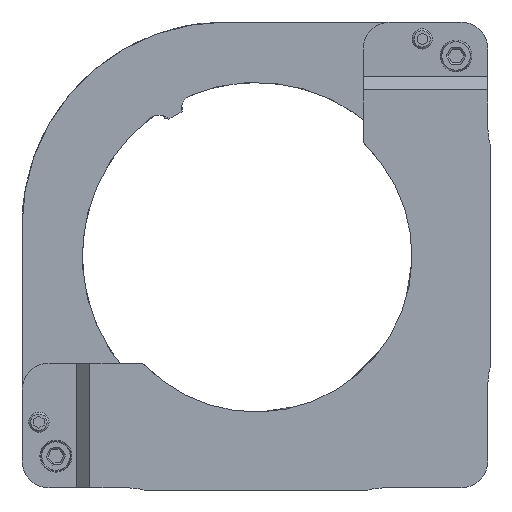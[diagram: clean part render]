
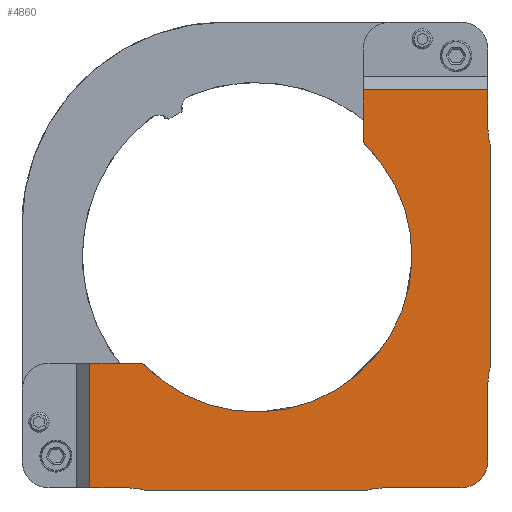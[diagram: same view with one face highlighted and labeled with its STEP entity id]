
A CAD part, left-side view. The second image highlights one B-rep face of the part: STEP entity #4860.
In plain terms, the highlighted planar face has unit normal (-1, 0, 0).
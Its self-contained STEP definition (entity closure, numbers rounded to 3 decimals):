
#404=LINE('',#7786,#782);
#406=LINE('',#7804,#784);
#410=LINE('',#7825,#788);
#418=LINE('',#7855,#796);
#424=LINE('',#7871,#802);
#442=LINE('',#7934,#820);
#490=LINE('',#8247,#868);
#498=LINE('',#8260,#876);
#503=LINE('',#8271,#881);
#504=LINE('',#8281,#882);
#782=VECTOR('',#6349,10.);
#784=VECTOR('',#6365,10.);
#788=VECTOR('',#6383,10.);
#796=VECTOR('',#6417,10.);
#802=VECTOR('',#6431,10.);
#820=VECTOR('',#6489,10.);
#868=VECTOR('',#6659,10.);
#876=VECTOR('',#6671,10.);
#881=VECTOR('',#6686,10.);
#882=VECTOR('',#6701,10.);
#1036=PLANE('',#5377);
#1328=FACE_OUTER_BOUND('',#1622,.T.);
#1622=EDGE_LOOP('',(#4281,#4282,#4283,#4284,#4285,#4286,#4287,#4288,#4289,
#4290,#4291,#4292,#4293,#4294,#4295,#4296));
#1837=CIRCLE('',#5265,8.);
#1838=CIRCLE('',#5267,8.);
#1841=CIRCLE('',#5271,8.);
#1842=CIRCLE('',#5273,8.);
#1845=CIRCLE('',#5278,4.);
#1878=CIRCLE('',#5343,23.);
#2209=VERTEX_POINT('',#7779);
#2212=VERTEX_POINT('',#7784);
#2220=VERTEX_POINT('',#7801);
#2221=VERTEX_POINT('',#7803);
#2229=VERTEX_POINT('',#7821);
#2231=VERTEX_POINT('',#7824);
#2234=VERTEX_POINT('',#7832);
#2235=VERTEX_POINT('',#7836);
#2237=VERTEX_POINT('',#7845);
#2240=VERTEX_POINT('',#7852);
#2246=VERTEX_POINT('',#7869);
#2271=VERTEX_POINT('',#7933);
#2312=VERTEX_POINT('',#8189);
#2313=VERTEX_POINT('',#8191);
#2331=VERTEX_POINT('',#8245);
#2334=VERTEX_POINT('',#8259);
#2820=EDGE_CURVE('',#2209,#2212,#404,.T.);
#2828=EDGE_CURVE('',#2221,#2220,#406,.T.);
#2838=EDGE_CURVE('',#2231,#2229,#410,.T.);
#2843=EDGE_CURVE('',#2220,#2234,#1837,.F.);
#2844=EDGE_CURVE('',#2235,#2221,#1838,.F.);
#2848=EDGE_CURVE('',#2212,#2231,#1841,.F.);
#2849=EDGE_CURVE('',#2237,#2209,#1842,.F.);
#2854=EDGE_CURVE('',#2240,#2235,#418,.T.);
#2856=EDGE_CURVE('',#2240,#2229,#1845,.T.);
#2862=EDGE_CURVE('',#2234,#2246,#424,.T.);
#2892=EDGE_CURVE('',#2271,#2237,#442,.T.);
#2949=EDGE_CURVE('',#2313,#2312,#1878,.T.);
#2978=EDGE_CURVE('',#2312,#2331,#490,.T.);
#2986=EDGE_CURVE('',#2334,#2313,#498,.T.);
#2992=EDGE_CURVE('',#2271,#2331,#503,.T.);
#2995=EDGE_CURVE('',#2334,#2246,#504,.T.);
#4281=ORIENTED_EDGE('',*,*,#2992,.F.);
#4282=ORIENTED_EDGE('',*,*,#2892,.T.);
#4283=ORIENTED_EDGE('',*,*,#2849,.T.);
#4284=ORIENTED_EDGE('',*,*,#2820,.T.);
#4285=ORIENTED_EDGE('',*,*,#2848,.T.);
#4286=ORIENTED_EDGE('',*,*,#2838,.T.);
#4287=ORIENTED_EDGE('',*,*,#2856,.F.);
#4288=ORIENTED_EDGE('',*,*,#2854,.T.);
#4289=ORIENTED_EDGE('',*,*,#2844,.T.);
#4290=ORIENTED_EDGE('',*,*,#2828,.T.);
#4291=ORIENTED_EDGE('',*,*,#2843,.T.);
#4292=ORIENTED_EDGE('',*,*,#2862,.T.);
#4293=ORIENTED_EDGE('',*,*,#2995,.F.);
#4294=ORIENTED_EDGE('',*,*,#2986,.T.);
#4295=ORIENTED_EDGE('',*,*,#2949,.T.);
#4296=ORIENTED_EDGE('',*,*,#2978,.T.);
#4860=ADVANCED_FACE('',(#1328),#1036,.T.);
#5265=AXIS2_PLACEMENT_3D('',#7834,#6391,#6392);
#5267=AXIS2_PLACEMENT_3D('',#7837,#6395,#6396);
#5271=AXIS2_PLACEMENT_3D('',#7843,#6404,#6405);
#5273=AXIS2_PLACEMENT_3D('',#7846,#6408,#6409);
#5278=AXIS2_PLACEMENT_3D('',#7858,#6422,#6423);
#5343=AXIS2_PLACEMENT_3D('',#8192,#6604,#6605);
#5377=AXIS2_PLACEMENT_3D('',#8285,#6706,#6707);
#6349=DIRECTION('',(0.,-1.,0.));
#6365=DIRECTION('',(0.,0.,1.));
#6383=DIRECTION('',(0.,-1.,0.));
#6391=DIRECTION('center_axis',(-1.,0.,0.));
#6392=DIRECTION('ref_axis',(0.,0.962,-0.271));
#6395=DIRECTION('center_axis',(-1.,0.,0.));
#6396=DIRECTION('ref_axis',(0.,0.963,0.271));
#6404=DIRECTION('center_axis',(-1.,0.,0.));
#6405=DIRECTION('ref_axis',(0.,0.271,0.963));
#6408=DIRECTION('center_axis',(-1.,0.,0.));
#6409=DIRECTION('ref_axis',(0.,-0.271,0.962));
#6417=DIRECTION('',(0.,0.,1.));
#6422=DIRECTION('center_axis',(1.,0.,0.));
#6423=DIRECTION('ref_axis',(0.,-0.707,-0.707));
#6431=DIRECTION('',(0.,0.,1.));
#6489=DIRECTION('',(0.,-1.,0.));
#6604=DIRECTION('center_axis',(1.,0.,0.));
#6605=DIRECTION('ref_axis',(0.,0.,1.));
#6659=DIRECTION('',(0.,1.,0.));
#6671=DIRECTION('',(0.,0.,-1.));
#6686=DIRECTION('',(0.,0.,1.));
#6701=DIRECTION('',(0.,-1.,0.));
#6706=DIRECTION('center_axis',(-1.,0.,0.));
#6707=DIRECTION('ref_axis',(0.,0.,1.));
#7779=CARTESIAN_POINT('',(-18.4,16.5,-34.5));
#7784=CARTESIAN_POINT('',(-18.4,-16.5,-34.5));
#7786=CARTESIAN_POINT('',(-18.4,-34.5,-34.5));
#7801=CARTESIAN_POINT('',(-18.4,-34.5,16.5));
#7803=CARTESIAN_POINT('',(-18.4,-34.5,-16.5));
#7804=CARTESIAN_POINT('',(-18.4,-34.5,34.5));
#7821=CARTESIAN_POINT('',(-18.4,-30.2,-34.2));
#7824=CARTESIAN_POINT('',(-18.4,-18.67,-34.2));
#7825=CARTESIAN_POINT('',(-18.4,-8.25,-34.2));
#7832=CARTESIAN_POINT('',(-18.4,-34.2,18.67));
#7834=CARTESIAN_POINT('Origin',(-18.4,-42.2,18.67));
#7836=CARTESIAN_POINT('',(-18.4,-34.2,-18.67));
#7837=CARTESIAN_POINT('Origin',(-18.4,-42.2,-18.67));
#7843=CARTESIAN_POINT('Origin',(-18.4,-18.67,-42.2));
#7845=CARTESIAN_POINT('',(-18.4,18.67,-34.2));
#7846=CARTESIAN_POINT('Origin',(-18.4,18.67,-42.2));
#7852=CARTESIAN_POINT('',(-18.4,-34.2,-30.2));
#7855=CARTESIAN_POINT('',(-18.4,-34.2,-17.25));
#7858=CARTESIAN_POINT('Origin',(-18.4,-30.2,-30.2));
#7869=CARTESIAN_POINT('',(-18.4,-34.2,24.5));
#7871=CARTESIAN_POINT('',(-18.4,-34.2,8.25));
#7933=CARTESIAN_POINT('',(-18.4,24.5,-34.2));
#7934=CARTESIAN_POINT('',(-18.4,17.25,-34.2));
#8189=CARTESIAN_POINT('',(-18.4,16.714,-15.8));
#8191=CARTESIAN_POINT('',(-18.4,-15.8,16.714));
#8192=CARTESIAN_POINT('Origin',(-18.4,0.,0.));
#8245=CARTESIAN_POINT('',(-18.4,24.5,-15.8));
#8247=CARTESIAN_POINT('',(-18.4,-7.9,-15.8));
#8259=CARTESIAN_POINT('',(-18.4,-15.8,24.5));
#8260=CARTESIAN_POINT('',(-18.4,-15.8,30.656));
#8271=CARTESIAN_POINT('',(-18.4,24.5,-4.197));
#8281=CARTESIAN_POINT('',(-18.4,-19.447,24.5));
#8285=CARTESIAN_POINT('Origin',(-18.4,0.,0.));
